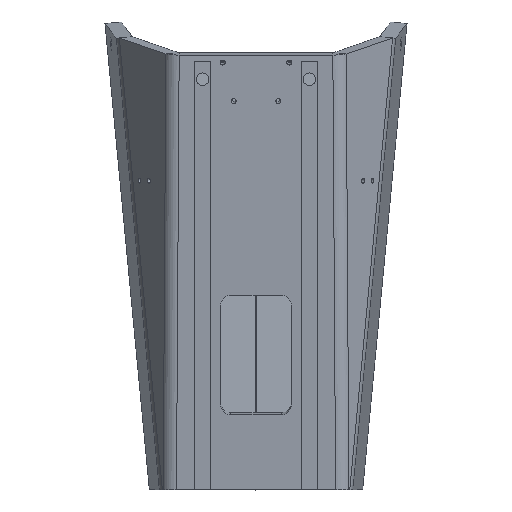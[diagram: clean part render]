
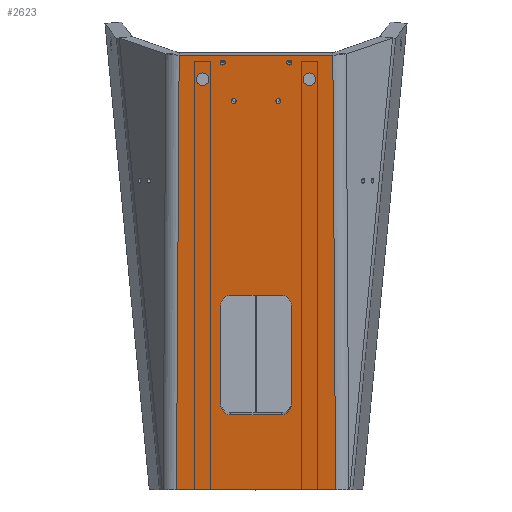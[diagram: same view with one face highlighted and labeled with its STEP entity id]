
A CAD part, top view. The second image highlights one B-rep face of the part: STEP entity #2623.
In plain terms, the highlighted planar face has unit normal (0, -0.139, 0.99).
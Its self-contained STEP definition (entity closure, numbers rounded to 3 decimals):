
#102=FACE_BOUND('',#461,.T.);
#103=FACE_BOUND('',#462,.T.);
#104=FACE_BOUND('',#463,.T.);
#105=FACE_BOUND('',#464,.T.);
#106=FACE_BOUND('',#465,.T.);
#107=FACE_BOUND('',#466,.T.);
#108=FACE_BOUND('',#467,.T.);
#148=PLANE('',#2886);
#265=FACE_OUTER_BOUND('',#460,.T.);
#460=EDGE_LOOP('',(#2125,#2126,#2127,#2128));
#461=EDGE_LOOP('',(#2129));
#462=EDGE_LOOP('',(#2130));
#463=EDGE_LOOP('',(#2131));
#464=EDGE_LOOP('',(#2132));
#465=EDGE_LOOP('',(#2133,#2134,#2135,#2136,#2137,#2138,#2139,#2140));
#466=EDGE_LOOP('',(#2141));
#467=EDGE_LOOP('',(#2142));
#697=LINE('',#4260,#931);
#698=LINE('',#4287,#932);
#699=LINE('',#4288,#933);
#700=LINE('',#4289,#934);
#701=LINE('',#4291,#935);
#702=LINE('',#4293,#936);
#703=LINE('',#4297,#937);
#704=LINE('',#4301,#938);
#931=VECTOR('',#3453,1000.);
#932=VECTOR('',#3462,1000.);
#933=VECTOR('',#3463,1000.);
#934=VECTOR('',#3464,1000.);
#935=VECTOR('',#3465,1000.);
#936=VECTOR('',#3466,1000.);
#937=VECTOR('',#3469,1000.);
#938=VECTOR('',#3472,1000.);
#1030=CIRCLE('',#2709,5.);
#1032=CIRCLE('',#2712,5.);
#1034=CIRCLE('',#2715,5.);
#1036=CIRCLE('',#2718,5.);
#1038=CIRCLE('',#2721,20.);
#1044=CIRCLE('',#2730,12.5);
#1084=CIRCLE('',#2790,12.5);
#1134=CIRCLE('',#2887,20.);
#1135=CIRCLE('',#2888,20.);
#1136=CIRCLE('',#2889,20.);
#1142=VERTEX_POINT('',#3715);
#1144=VERTEX_POINT('',#3721);
#1146=VERTEX_POINT('',#3727);
#1148=VERTEX_POINT('',#3733);
#1151=VERTEX_POINT('',#3740);
#1152=VERTEX_POINT('',#3742);
#1158=VERTEX_POINT('',#3760);
#1198=VERTEX_POINT('',#3880);
#1325=VERTEX_POINT('',#4258);
#1326=VERTEX_POINT('',#4259);
#1327=VERTEX_POINT('',#4285);
#1328=VERTEX_POINT('',#4286);
#1329=VERTEX_POINT('',#4290);
#1330=VERTEX_POINT('',#4292);
#1331=VERTEX_POINT('',#4294);
#1332=VERTEX_POINT('',#4296);
#1333=VERTEX_POINT('',#4298);
#1334=VERTEX_POINT('',#4300);
#1379=EDGE_CURVE('',#1142,#1142,#1030,.T.);
#1382=EDGE_CURVE('',#1144,#1144,#1032,.T.);
#1385=EDGE_CURVE('',#1146,#1146,#1034,.T.);
#1388=EDGE_CURVE('',#1148,#1148,#1036,.T.);
#1391=EDGE_CURVE('',#1151,#1152,#1038,.T.);
#1401=EDGE_CURVE('',#1158,#1158,#1044,.T.);
#1461=EDGE_CURVE('',#1198,#1198,#1084,.T.);
#1626=EDGE_CURVE('',#1325,#1326,#697,.T.);
#1631=EDGE_CURVE('',#1327,#1328,#698,.T.);
#1632=EDGE_CURVE('',#1327,#1325,#699,.T.);
#1633=EDGE_CURVE('',#1326,#1328,#700,.T.);
#1634=EDGE_CURVE('',#1152,#1329,#701,.T.);
#1635=EDGE_CURVE('',#1330,#1151,#702,.T.);
#1636=EDGE_CURVE('',#1331,#1330,#1134,.T.);
#1637=EDGE_CURVE('',#1332,#1331,#703,.T.);
#1638=EDGE_CURVE('',#1333,#1332,#1135,.T.);
#1639=EDGE_CURVE('',#1334,#1333,#704,.T.);
#1640=EDGE_CURVE('',#1329,#1334,#1136,.T.);
#2125=ORIENTED_EDGE('',*,*,#1631,.F.);
#2126=ORIENTED_EDGE('',*,*,#1632,.T.);
#2127=ORIENTED_EDGE('',*,*,#1626,.T.);
#2128=ORIENTED_EDGE('',*,*,#1633,.T.);
#2129=ORIENTED_EDGE('',*,*,#1379,.F.);
#2130=ORIENTED_EDGE('',*,*,#1382,.F.);
#2131=ORIENTED_EDGE('',*,*,#1385,.F.);
#2132=ORIENTED_EDGE('',*,*,#1388,.F.);
#2133=ORIENTED_EDGE('',*,*,#1634,.F.);
#2134=ORIENTED_EDGE('',*,*,#1391,.F.);
#2135=ORIENTED_EDGE('',*,*,#1635,.F.);
#2136=ORIENTED_EDGE('',*,*,#1636,.F.);
#2137=ORIENTED_EDGE('',*,*,#1637,.F.);
#2138=ORIENTED_EDGE('',*,*,#1638,.F.);
#2139=ORIENTED_EDGE('',*,*,#1639,.F.);
#2140=ORIENTED_EDGE('',*,*,#1640,.F.);
#2141=ORIENTED_EDGE('',*,*,#1461,.F.);
#2142=ORIENTED_EDGE('',*,*,#1401,.T.);
#2623=ADVANCED_FACE('',(#265,#102,#103,#104,#105,#106,#107,#108),#148,.T.);
#2709=AXIS2_PLACEMENT_3D('',#3717,#2970,#2971);
#2712=AXIS2_PLACEMENT_3D('',#3723,#2977,#2978);
#2715=AXIS2_PLACEMENT_3D('',#3729,#2984,#2985);
#2718=AXIS2_PLACEMENT_3D('',#3735,#2991,#2992);
#2721=AXIS2_PLACEMENT_3D('',#3743,#2998,#2999);
#2730=AXIS2_PLACEMENT_3D('',#3762,#3020,#3021);
#2790=AXIS2_PLACEMENT_3D('',#3882,#3160,#3161);
#2886=AXIS2_PLACEMENT_3D('',#4284,#3460,#3461);
#2887=AXIS2_PLACEMENT_3D('',#4295,#3467,#3468);
#2888=AXIS2_PLACEMENT_3D('',#4299,#3470,#3471);
#2889=AXIS2_PLACEMENT_3D('',#4302,#3473,#3474);
#2970=DIRECTION('center_axis',(0.,-0.139,0.99));
#2971=DIRECTION('ref_axis',(0.,-0.99,-0.139));
#2977=DIRECTION('center_axis',(0.,-0.139,0.99));
#2978=DIRECTION('ref_axis',(0.,-0.99,-0.139));
#2984=DIRECTION('center_axis',(0.,-0.139,0.99));
#2985=DIRECTION('ref_axis',(0.,-0.99,-0.139));
#2991=DIRECTION('center_axis',(0.,-0.139,0.99));
#2992=DIRECTION('ref_axis',(0.,-0.99,-0.139));
#2998=DIRECTION('center_axis',(0.,-0.139,0.99));
#2999=DIRECTION('ref_axis',(0.,0.99,0.139));
#3020=DIRECTION('center_axis',(0.,0.139,-0.99));
#3021=DIRECTION('ref_axis',(0.,-0.99,-0.139));
#3160=DIRECTION('center_axis',(0.,-0.139,0.99));
#3161=DIRECTION('ref_axis',(0.,-0.99,-0.139));
#3453=DIRECTION('',(-0.006,0.99,0.139));
#3460=DIRECTION('center_axis',(0.,-0.139,0.99));
#3461=DIRECTION('ref_axis',(0.,-0.99,-0.139));
#3462=DIRECTION('',(0.006,0.99,0.139));
#3463=DIRECTION('',(1.,0.,0.));
#3464=DIRECTION('',(-1.,0.,0.));
#3465=DIRECTION('',(1.,0.,0.));
#3466=DIRECTION('',(0.,-0.99,-0.139));
#3467=DIRECTION('center_axis',(0.,-0.139,0.99));
#3468=DIRECTION('ref_axis',(0.,0.99,0.139));
#3469=DIRECTION('',(-1.,0.,0.));
#3470=DIRECTION('center_axis',(0.,-0.139,0.99));
#3471=DIRECTION('ref_axis',(0.,0.99,0.139));
#3472=DIRECTION('',(0.,0.99,0.139));
#3473=DIRECTION('center_axis',(0.,-0.139,0.99));
#3474=DIRECTION('ref_axis',(0.,0.99,0.139));
#3715=CARTESIAN_POINT('',(66.001,1.502,478.051));
#3717=CARTESIAN_POINT('Origin',(66.001,-3.45,477.357));
#3721=CARTESIAN_POINT('',(-65.999,1.493,478.051));
#3723=CARTESIAN_POINT('Origin',(-65.999,-3.458,477.357));
#3727=CARTESIAN_POINT('',(-44.494,-75.256,467.3));
#3729=CARTESIAN_POINT('Origin',(-44.494,-80.208,466.606));
#3733=CARTESIAN_POINT('',(44.506,-75.25,467.3));
#3735=CARTESIAN_POINT('Origin',(44.506,-80.202,466.606));
#3740=CARTESIAN_POINT('',(-69.961,-684.274,381.988));
#3742=CARTESIAN_POINT('',(-49.961,-704.081,379.214));
#3743=CARTESIAN_POINT('Origin',(-49.961,-684.274,381.988));
#3760=CARTESIAN_POINT('',(-106.237,-24.258,474.444));
#3762=CARTESIAN_POINT('Origin',(-106.235,-36.637,472.71));
#3880=CARTESIAN_POINT('',(106.242,-24.244,474.444));
#3882=CARTESIAN_POINT('Origin',(106.242,-36.623,472.71));
#4258=CARTESIAN_POINT('',(158.277,-852.63,358.403));
#4259=CARTESIAN_POINT('',(152.803,11.399,479.436));
#4260=CARTESIAN_POINT('',(153.285,-64.695,468.777));
#4284=CARTESIAN_POINT('Origin',(0.004,-65.648,468.645));
#4285=CARTESIAN_POINT('',(-158.166,-852.63,358.406));
#4286=CARTESIAN_POINT('',(-152.803,11.38,479.436));
#4287=CARTESIAN_POINT('',(-153.275,-64.715,468.777));
#4288=CARTESIAN_POINT('',(0.003,-852.63,358.404));
#4289=CARTESIAN_POINT('',(0.,11.389,479.436));
#4290=CARTESIAN_POINT('',(50.039,-704.08,379.213));
#4291=CARTESIAN_POINT('',(0.039,-704.08,379.213));
#4292=CARTESIAN_POINT('',(-69.962,-486.208,409.733));
#4293=CARTESIAN_POINT('',(-69.961,-684.274,381.988));
#4294=CARTESIAN_POINT('',(-49.962,-466.401,412.508));
#4295=CARTESIAN_POINT('Origin',(-49.962,-486.208,409.733));
#4296=CARTESIAN_POINT('',(50.038,-466.401,412.507));
#4297=CARTESIAN_POINT('',(-49.962,-466.401,412.508));
#4298=CARTESIAN_POINT('',(70.038,-486.207,409.732));
#4299=CARTESIAN_POINT('Origin',(50.038,-486.207,409.732));
#4300=CARTESIAN_POINT('',(70.039,-684.273,381.987));
#4301=CARTESIAN_POINT('',(70.038,-486.207,409.732));
#4302=CARTESIAN_POINT('Origin',(50.039,-684.274,381.987));
